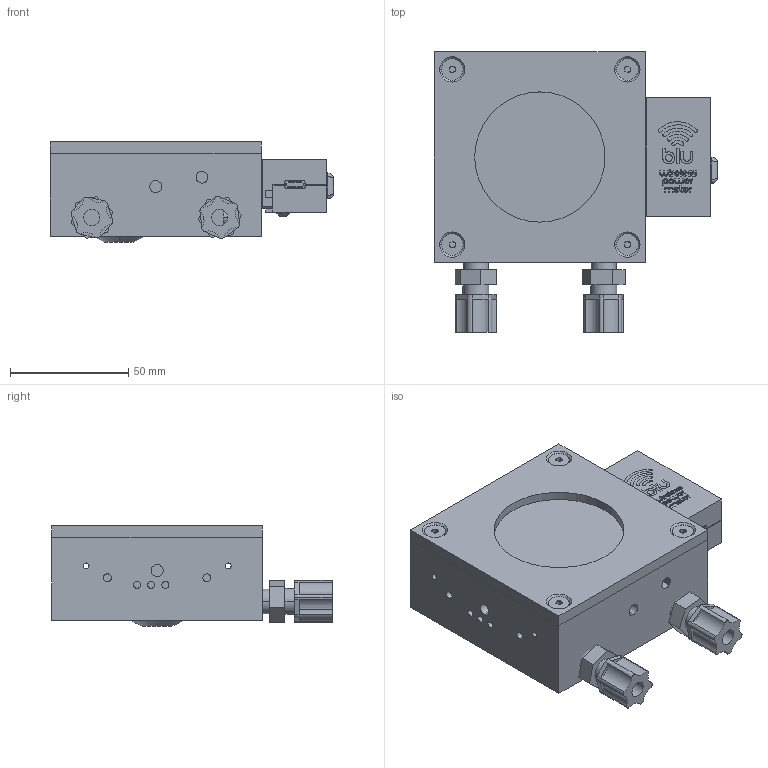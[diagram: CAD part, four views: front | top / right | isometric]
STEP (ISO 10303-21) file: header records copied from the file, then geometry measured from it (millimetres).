
FILE_DESCRIPTION (( 'STEP AP214' ), '1' );
FILE_NAME ('SK-9757 UP55M-200W-VR.STEP', '2017-11-13T17:15:02', ( '' ), ( '' ), 'SwSTEP 2.0', 'SolidWorks 2016', '' );
FILE_SCHEMA (( 'AUTOMOTIVE_DESIGN' ));
Length unit declared in the file: millimetre
Products named in the file (1): SK-9757 UP55M-200W-VR
Bounding box: 119.57 x 118.5 x 42.5 mm (x, y, z)
Surface area: 52001.7 mm2 (no closed solid volume)
Topology: 0 solids, 16 shells, 978 faces, 2615 edges, 1706 vertices
Faces by surface type: plane 451, bspline 253, cylinder 207, cone 59, sphere 4, torus 4
Entity records: 47213 total; most frequent: CARTESIAN_POINT 13698, ORIENTED_EDGE 5102, DIRECTION 3879, EDGE_CURVE 2605, VERTEX_POINT 1706, VECTOR 1527, LINE 1527, AXIS2_PLACEMENT_3D 1176
